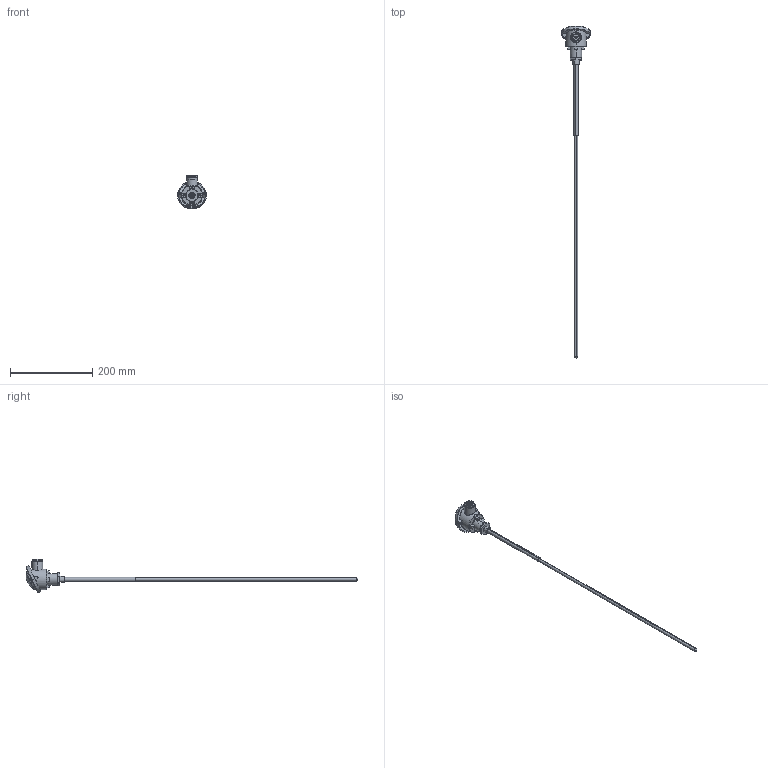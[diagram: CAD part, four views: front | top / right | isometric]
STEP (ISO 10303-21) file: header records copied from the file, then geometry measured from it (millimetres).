
FILE_DESCRIPTION (( 'STEP AP214' ), '1' );
FILE_NAME ('13-1003-SR10.STEP', '2023-04-23T19:54:34', ( '' ), ( '' ), 'SwSTEP 2.0', 'SolidWorks 2022', '' );
FILE_SCHEMA (( 'AUTOMOTIVE_DESIGN' ));
Length unit declared in the file: millimetre
Products named in the file (22): Anschlusskopf_Form_B - G12_Deckel; 22-9200211-1203-01; Anschlusskopf_Form_B - G12; Terminal_B; Kabelverschaubung_M20x15_Gummi; 22-9200211-1201-01; 22-9200211-1204-01; Kopfeinsatz_Mutter; Anschlusskopf_B_Deckel; CER-Terminal_B_Body; Scheibe_M5_Kopf; Anschlusskopf_Form_B_Koerper; Terminal_Lock; Schraube_M5_Kopf; 22-9200211-1202-01; 22-9200211-1102-01; slotted cheese head screw_din_DIN EN ISO 1207 - M3 x 25 - 25C; Anschlusskopf_B_Deckel_Gummi; 22-9200211-1001-01; 25-0108-03 -224; 13-1003-SR10; Keramikrohr_D8_740_NL700
Assembly tree (28 placements, depth 4):
  13-1003-SR10
    Anschlusskopf_Form_B - G12
      Anschlusskopf_Form_B_Koerper
      Kopfeinsatz_Mutter
      Anschlusskopf_Form_B - G12_Deckel
        Anschlusskopf_B_Deckel
        Anschlusskopf_B_Deckel_Gummi
        Scheibe_M5_Kopf  x2
        Schraube_M5_Kopf  x2
      Kabelverschaubung_M20x15_Gummi
    25-0108-03 -224
    22-9200211-1102-01
    Keramikrohr_D8_740_NL700
    22-9200211-1201-01
    22-9200211-1001-01
    22-9200211-1202-01
    22-9200211-1203-01
    22-9200211-1204-01
    slotted cheese head screw_din_DIN EN ISO 1207 - M3 x 25 - 25C  x3
    Terminal_B
      CER-Terminal_B_Body
      Terminal_Lock  x4
Bounding box: 69.5 x 804.92 x 81.7 mm (x, y, z)
Volume: 95618.5 mm3; surface area: 130038.7 mm2
Topology: 25 solids, 27 shells, 499 faces, 1191 edges, 744 vertices
Faces by surface type: cylinder 214, plane 179, cone 54, torus 33, sphere 16, bspline 3
Entity records: 14088 total; most frequent: CARTESIAN_POINT 2926, DIRECTION 2257, ORIENTED_EDGE 1928, EDGE_CURVE 965, AXIS2_PLACEMENT_3D 919, VERTEX_POINT 615, EDGE_LOOP 503, CIRCLE 477
